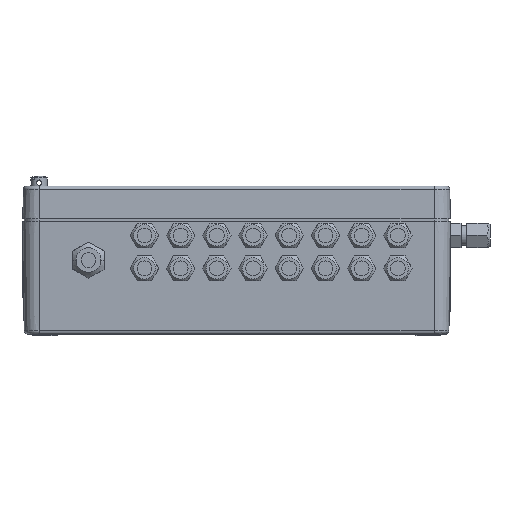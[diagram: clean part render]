
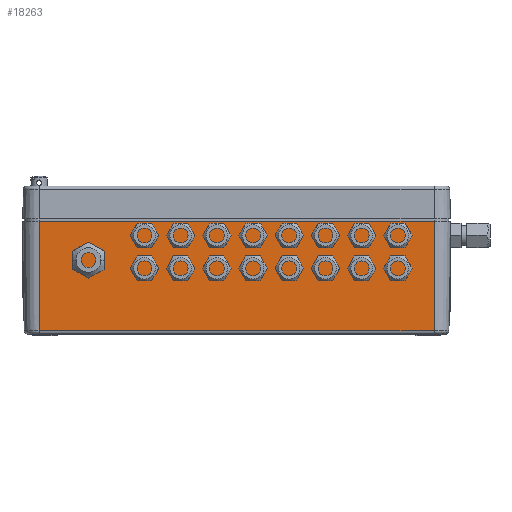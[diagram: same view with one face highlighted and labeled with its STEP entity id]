
A CAD part, front view. The second image highlights one B-rep face of the part: STEP entity #18263.
In plain terms, the highlighted planar face has unit normal (0, -1, -0.015).
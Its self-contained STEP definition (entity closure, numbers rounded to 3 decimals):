
#779 = VERTEX_POINT ( 'NONE', #5699 ) ;
#1266 = VERTEX_POINT ( 'NONE', #10003 ) ;
#1362 = CARTESIAN_POINT ( 'NONE',  ( -120., -80., 69.5 ) ) ;
#3188 = CARTESIAN_POINT ( 'NONE',  ( -120., -80., 69.5 ) ) ;
#4195 = DIRECTION ( 'NONE',  ( -1., 0., 0. ) ) ;
#4535 = CARTESIAN_POINT ( 'NONE',  ( -120., -79.029, 2.971 ) ) ;
#5146 = EDGE_CURVE ( 'NONE', #1266, #24575, #8439, .T. ) ;
#5699 = CARTESIAN_POINT ( 'NONE',  ( 120., -79.029, 2.971 ) ) ;
#6073 = PLANE ( 'NONE',  #18163 ) ;
#8048 = CARTESIAN_POINT ( 'NONE',  ( 120., -80., 69.5 ) ) ;
#8439 = LINE ( 'NONE', #27883, #19615 ) ;
#8443 = VECTOR ( 'NONE', #27414, 1000. ) ;
#8464 = CARTESIAN_POINT ( 'NONE',  ( -140., -80., 69.5 ) ) ;
#8605 = CARTESIAN_POINT ( 'NONE',  ( -140., -79.029, 2.971 ) ) ;
#9124 = EDGE_CURVE ( 'NONE', #779, #1266, #22903, .T. ) ;
#9529 = EDGE_LOOP ( 'NONE', ( #22580, #17156, #12245, #20607 ) ) ;
#9789 = DIRECTION ( 'NONE',  ( -1., 0., 0. ) ) ;
#10003 = CARTESIAN_POINT ( 'NONE',  ( 120., -80., 69.5 ) ) ;
#10689 = DIRECTION ( 'NONE',  ( 0., 0.015, -1. ) ) ;
#11732 = VECTOR ( 'NONE', #12494, 1000. ) ;
#12245 = ORIENTED_EDGE ( 'NONE', *, *, #5146, .T. ) ;
#12494 = DIRECTION ( 'NONE',  ( 0., -0.015, 1. ) ) ;
#14389 = LINE ( 'NONE', #3188, #8443 ) ;
#14868 = EDGE_CURVE ( 'NONE', #779, #27146, #25134, .T. ) ;
#16013 = EDGE_CURVE ( 'NONE', #24575, #27146, #14389, .T. ) ;
#17156 = ORIENTED_EDGE ( 'NONE', *, *, #9124, .T. ) ;
#18121 = FACE_OUTER_BOUND ( 'NONE', #9529, .T. ) ;
#18163 = AXIS2_PLACEMENT_3D ( 'NONE', #8464, #24036, #10689 ) ;
#18263 = ADVANCED_FACE ( 'NONE', ( #18121 ), #6073, .T. ) ;
#19227 = VECTOR ( 'NONE', #4195, 1000. ) ;
#19615 = VECTOR ( 'NONE', #9789, 1000. ) ;
#20607 = ORIENTED_EDGE ( 'NONE', *, *, #16013, .T. ) ;
#22580 = ORIENTED_EDGE ( 'NONE', *, *, #14868, .F. ) ;
#22903 = LINE ( 'NONE', #8048, #11732 ) ;
#24036 = DIRECTION ( 'NONE',  ( 0., -1., -0.015 ) ) ;
#24575 = VERTEX_POINT ( 'NONE', #1362 ) ;
#25134 = LINE ( 'NONE', #8605, #19227 ) ;
#27146 = VERTEX_POINT ( 'NONE', #4535 ) ;
#27414 = DIRECTION ( 'NONE',  ( 0., 0.015, -1. ) ) ;
#27883 = CARTESIAN_POINT ( 'NONE',  ( -140., -80., 69.5 ) ) ;
